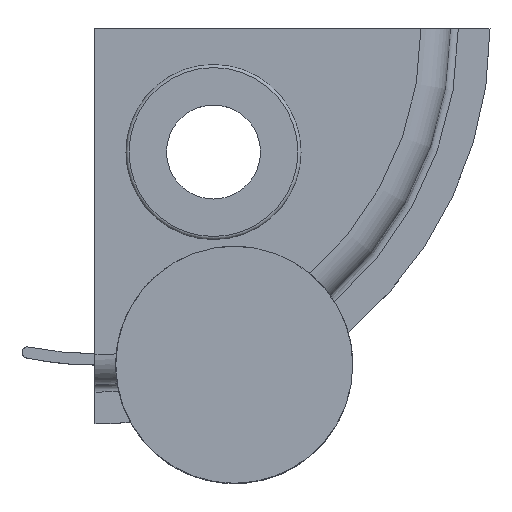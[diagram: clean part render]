
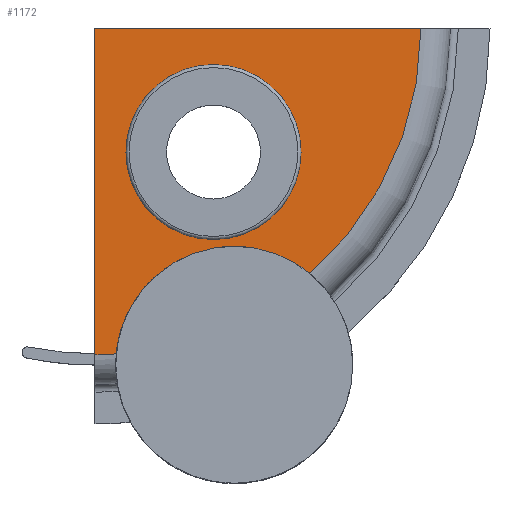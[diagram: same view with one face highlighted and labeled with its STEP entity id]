
A CAD part, top view. The second image highlights one B-rep face of the part: STEP entity #1172.
In plain terms, the highlighted planar face has unit normal (0, 0, 1).
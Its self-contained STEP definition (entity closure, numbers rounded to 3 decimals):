
#27=FACE_BOUND('',#244,.T.);
#58=CIRCLE('',#1246,28.15);
#83=CIRCLE('',#1281,38.1);
#84=CIRCLE('',#1282,104.8);
#85=CIRCLE('',#1283,104.8);
#132=PLANE('',#1280);
#169=FACE_OUTER_BOUND('',#243,.T.);
#243=EDGE_LOOP('',(#906,#907,#908,#909,#910));
#244=EDGE_LOOP('',(#911));
#324=LINE('',#2460,#394);
#337=LINE('',#2502,#407);
#394=VECTOR('',#1458,10.);
#407=VECTOR('',#1491,10.);
#500=VERTEX_POINT('',#2383);
#519=VERTEX_POINT('',#2458);
#520=VERTEX_POINT('',#2459);
#539=VERTEX_POINT('',#2501);
#553=VERTEX_POINT('',#2534);
#554=VERTEX_POINT('',#2535);
#628=EDGE_CURVE('',#500,#500,#58,.T.);
#653=EDGE_CURVE('',#519,#520,#324,.T.);
#674=EDGE_CURVE('',#539,#519,#337,.T.);
#691=EDGE_CURVE('',#553,#554,#83,.T.);
#692=EDGE_CURVE('',#539,#554,#84,.T.);
#693=EDGE_CURVE('',#553,#520,#85,.T.);
#906=ORIENTED_EDGE('',*,*,#691,.T.);
#907=ORIENTED_EDGE('',*,*,#692,.F.);
#908=ORIENTED_EDGE('',*,*,#674,.T.);
#909=ORIENTED_EDGE('',*,*,#653,.T.);
#910=ORIENTED_EDGE('',*,*,#693,.F.);
#911=ORIENTED_EDGE('',*,*,#628,.T.);
#1172=ADVANCED_FACE('',(#169,#27),#132,.T.);
#1246=AXIS2_PLACEMENT_3D('',#2385,#1413,#1414);
#1280=AXIS2_PLACEMENT_3D('',#2533,#1517,#1518);
#1281=AXIS2_PLACEMENT_3D('',#2536,#1519,#1520);
#1282=AXIS2_PLACEMENT_3D('',#2537,#1521,#1522);
#1283=AXIS2_PLACEMENT_3D('',#2538,#1523,#1524);
#1413=DIRECTION('center_axis',(0.,0.,
-1.));
#1414=DIRECTION('ref_axis',(-1.,0.,0.));
#1458=DIRECTION('',(0.,-1.,0.));
#1491=DIRECTION('',(-1.,0.,0.));
#1517=DIRECTION('center_axis',(0.,0.,
1.));
#1518=DIRECTION('ref_axis',(1.,0.,0.));
#1519=DIRECTION('center_axis',(0.,0.,
-1.));
#1520=DIRECTION('ref_axis',(-1.,0.,0.));
#1521=DIRECTION('center_axis',(0.,0.,
-1.));
#1522=DIRECTION('ref_axis',(1.,0.,0.));
#1523=DIRECTION('center_axis',(0.,0.,
-1.));
#1524=DIRECTION('ref_axis',(1.,0.,0.));
#2383=CARTESIAN_POINT('',(66.25,-39.7,50.8));
#2385=CARTESIAN_POINT('Origin',(38.1,-39.7,50.8));
#2458=CARTESIAN_POINT('',(0.,0.,50.8));
#2459=CARTESIAN_POINT('',(0.,-104.8,50.8));
#2460=CARTESIAN_POINT('',(0.,-3.266,50.8));
#2501=CARTESIAN_POINT('',(104.8,0.,50.8));
#2502=CARTESIAN_POINT('',(0.,0.,50.8));
#2533=CARTESIAN_POINT('Origin',(0.,0.,
50.8));
#2534=CARTESIAN_POINT('',(6.848,-104.576,50.8));
#2535=CARTESIAN_POINT('',(69.074,-78.815,50.8));
#2536=CARTESIAN_POINT('Origin',(44.778,-108.164,50.8));
#2537=CARTESIAN_POINT('Origin',(0.,0.,
50.8));
#2538=CARTESIAN_POINT('Origin',(0.,0.,
50.8));
